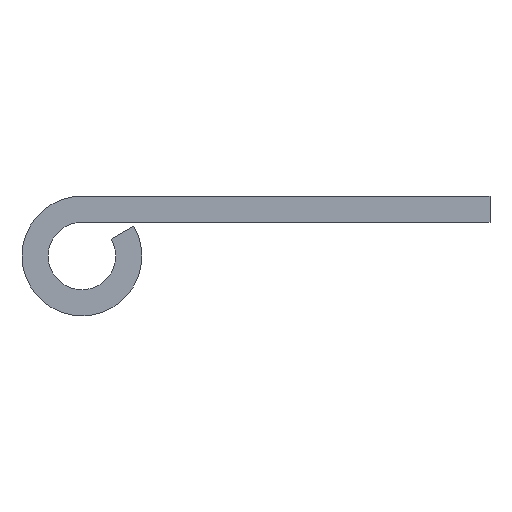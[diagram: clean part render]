
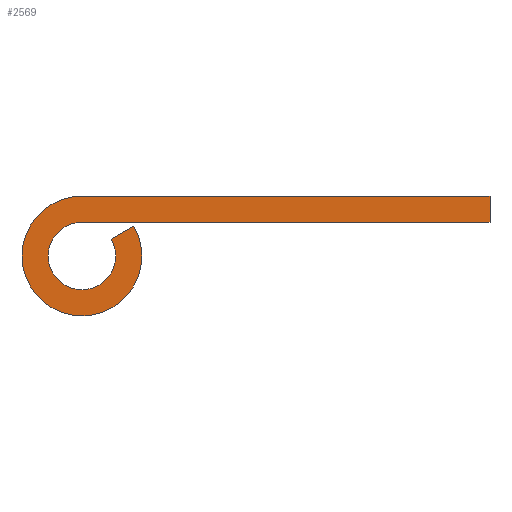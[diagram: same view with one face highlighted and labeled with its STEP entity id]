
A CAD part, front view. The second image highlights one B-rep face of the part: STEP entity #2569.
In plain terms, the highlighted planar face has unit normal (0, -1, 0).
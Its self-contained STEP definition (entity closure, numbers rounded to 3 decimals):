
#73 = PLANE('',#74);
#74 = AXIS2_PLACEMENT_3D('',#75,#76,#77);
#75 = CARTESIAN_POINT('',(0.,38.1,2.629));
#76 = DIRECTION('',(0.,0.,1.));
#77 = DIRECTION('',(1.,0.,0.));
#209 = PLANE('',#210);
#210 = AXIS2_PLACEMENT_3D('',#211,#212,#213);
#211 = CARTESIAN_POINT('',(0.,38.1,4.661));
#212 = DIRECTION('',(0.,0.,-1.));
#213 = DIRECTION('',(-1.,0.,0.));
#622 = CYLINDRICAL_SURFACE('',#623,4.661);
#623 = AXIS2_PLACEMENT_3D('',#624,#625,#626);
#624 = CARTESIAN_POINT('',(0.,38.1,0.));
#625 = DIRECTION('',(-0.,-1.,-0.));
#626 = DIRECTION('',(0.,0.,-1.));
#647 = VERTEX_POINT('',#648);
#648 = CARTESIAN_POINT('',(0.,-38.1,-4.661));
#662 = CYLINDRICAL_SURFACE('',#663,4.661);
#663 = AXIS2_PLACEMENT_3D('',#664,#665,#666);
#664 = CARTESIAN_POINT('',(0.,38.1,0.));
#665 = DIRECTION('',(-0.,-1.,-0.));
#666 = DIRECTION('',(0.,0.,-1.));
#674 = EDGE_CURVE('',#647,#675,#677,.T.);
#675 = VERTEX_POINT('',#676);
#676 = CARTESIAN_POINT('',(0.,-38.1,4.661));
#677 = SURFACE_CURVE('',#678,(#683,#690),.PCURVE_S1.);
#678 = CIRCLE('',#679,4.661);
#679 = AXIS2_PLACEMENT_3D('',#680,#681,#682);
#680 = CARTESIAN_POINT('',(0.,-38.1,0.));
#681 = DIRECTION('',(0.,1.,0.));
#682 = DIRECTION('',(0.,0.,1.));
#683 = PCURVE('',#622,#684);
#684 = DEFINITIONAL_REPRESENTATION('',(#685),#689);
#685 = LINE('',#686,#687);
#686 = CARTESIAN_POINT('',(9.425,76.2));
#687 = VECTOR('',#688,1.);
#688 = DIRECTION('',(-1.,0.));
#689 = ( GEOMETRIC_REPRESENTATION_CONTEXT(2) 
PARAMETRIC_REPRESENTATION_CONTEXT() REPRESENTATION_CONTEXT('2D SPACE',''
  ) );
#690 = PCURVE('',#691,#696);
#691 = PLANE('',#692);
#692 = AXIS2_PLACEMENT_3D('',#693,#694,#695);
#693 = CARTESIAN_POINT('',(0.,-38.1,0.));
#694 = DIRECTION('',(0.,1.,0.));
#695 = DIRECTION('',(0.,0.,1.));
#696 = DEFINITIONAL_REPRESENTATION('',(#697),#701);
#697 = CIRCLE('',#698,4.661);
#698 = AXIS2_PLACEMENT_2D('',#699,#700);
#699 = CARTESIAN_POINT('',(0.,0.));
#700 = DIRECTION('',(1.,0.));
#701 = ( GEOMETRIC_REPRESENTATION_CONTEXT(2) 
PARAMETRIC_REPRESENTATION_CONTEXT() REPRESENTATION_CONTEXT('2D SPACE',''
  ) );
#964 = VERTEX_POINT('',#965);
#965 = CARTESIAN_POINT('',(2.277,-38.1,1.314));
#972 = CYLINDRICAL_SURFACE('',#973,2.629);
#973 = AXIS2_PLACEMENT_3D('',#974,#975,#976);
#974 = CARTESIAN_POINT('',(0.,38.1,0.));
#975 = DIRECTION('',(-0.,-1.,-0.));
#976 = DIRECTION('',(0.,0.,-1.));
#984 = PLANE('',#985);
#985 = AXIS2_PLACEMENT_3D('',#986,#987,#988);
#986 = CARTESIAN_POINT('',(2.277,38.1,1.314));
#987 = DIRECTION('',(0.5,0.,-0.866));
#988 = DIRECTION('',(-0.866,0.,-0.5));
#996 = EDGE_CURVE('',#997,#964,#999,.T.);
#997 = VERTEX_POINT('',#998);
#998 = CARTESIAN_POINT('',(0.,-38.1,-2.629));
#999 = SURFACE_CURVE('',#1000,(#1005,#1012),.PCURVE_S1.);
#1000 = CIRCLE('',#1001,2.629);
#1001 = AXIS2_PLACEMENT_3D('',#1002,#1003,#1004);
#1002 = CARTESIAN_POINT('',(0.,-38.1,0.));
#1003 = DIRECTION('',(0.,-1.,0.));
#1004 = DIRECTION('',(0.,0.,1.));
#1005 = PCURVE('',#972,#1006);
#1006 = DEFINITIONAL_REPRESENTATION('',(#1007),#1011);
#1007 = LINE('',#1008,#1009);
#1008 = CARTESIAN_POINT('',(-3.142,76.2));
#1009 = VECTOR('',#1010,1.);
#1010 = DIRECTION('',(1.,0.));
#1011 = ( GEOMETRIC_REPRESENTATION_CONTEXT(2) 
PARAMETRIC_REPRESENTATION_CONTEXT() REPRESENTATION_CONTEXT('2D SPACE',''
  ) );
#1012 = PCURVE('',#691,#1013);
#1013 = DEFINITIONAL_REPRESENTATION('',(#1014),#1022);
#1014 = ( BOUNDED_CURVE() B_SPLINE_CURVE(2,(#1015,#1016,#1017,#1018,
#1019,#1020,#1021),.UNSPECIFIED.,.T.,.F.) B_SPLINE_CURVE_WITH_KNOTS((1,2
    ,2,2,2,1),(-2.094,0.,2.094,4.189,
6.283,8.378),.UNSPECIFIED.) CURVE() 
GEOMETRIC_REPRESENTATION_ITEM() RATIONAL_B_SPLINE_CURVE((1.,0.5,1.,0.5,
1.,0.5,1.)) REPRESENTATION_ITEM('') );
#1015 = CARTESIAN_POINT('',(2.629,0.));
#1016 = CARTESIAN_POINT('',(2.629,-4.553));
#1017 = CARTESIAN_POINT('',(-1.314,-2.277));
#1018 = CARTESIAN_POINT('',(-5.258,0.));
#1019 = CARTESIAN_POINT('',(-1.314,2.277));
#1020 = CARTESIAN_POINT('',(2.629,4.553));
#1021 = CARTESIAN_POINT('',(2.629,0.));
#1022 = ( GEOMETRIC_REPRESENTATION_CONTEXT(2) 
PARAMETRIC_REPRESENTATION_CONTEXT() REPRESENTATION_CONTEXT('2D SPACE',''
  ) );
#1040 = CYLINDRICAL_SURFACE('',#1041,2.629);
#1041 = AXIS2_PLACEMENT_3D('',#1042,#1043,#1044);
#1042 = CARTESIAN_POINT('',(0.,38.1,0.));
#1043 = DIRECTION('',(-0.,-1.,-0.));
#1044 = DIRECTION('',(0.,0.,-1.));
#1483 = EDGE_CURVE('',#1484,#997,#1486,.T.);
#1484 = VERTEX_POINT('',#1485);
#1485 = CARTESIAN_POINT('',(0.,-38.1,2.629));
#1486 = SURFACE_CURVE('',#1487,(#1492,#1499),.PCURVE_S1.);
#1487 = CIRCLE('',#1488,2.629);
#1488 = AXIS2_PLACEMENT_3D('',#1489,#1490,#1491);
#1489 = CARTESIAN_POINT('',(0.,-38.1,0.));
#1490 = DIRECTION('',(0.,-1.,0.));
#1491 = DIRECTION('',(0.,0.,1.));
#1492 = PCURVE('',#1040,#1493);
#1493 = DEFINITIONAL_REPRESENTATION('',(#1494),#1498);
#1494 = LINE('',#1495,#1496);
#1495 = CARTESIAN_POINT('',(3.142,76.2));
#1496 = VECTOR('',#1497,1.);
#1497 = DIRECTION('',(1.,0.));
#1498 = ( GEOMETRIC_REPRESENTATION_CONTEXT(2) 
PARAMETRIC_REPRESENTATION_CONTEXT() REPRESENTATION_CONTEXT('2D SPACE',''
  ) );
#1499 = PCURVE('',#691,#1500);
#1500 = DEFINITIONAL_REPRESENTATION('',(#1501),#1509);
#1501 = ( BOUNDED_CURVE() B_SPLINE_CURVE(2,(#1502,#1503,#1504,#1505,
#1506,#1507,#1508),.UNSPECIFIED.,.T.,.F.) B_SPLINE_CURVE_WITH_KNOTS((1,2
    ,2,2,2,1),(-2.094,0.,2.094,4.189,
6.283,8.378),.UNSPECIFIED.) CURVE() 
GEOMETRIC_REPRESENTATION_ITEM() RATIONAL_B_SPLINE_CURVE((1.,0.5,1.,0.5,
1.,0.5,1.)) REPRESENTATION_ITEM('') );
#1502 = CARTESIAN_POINT('',(2.629,0.));
#1503 = CARTESIAN_POINT('',(2.629,-4.553));
#1504 = CARTESIAN_POINT('',(-1.314,-2.277));
#1505 = CARTESIAN_POINT('',(-5.258,0.));
#1506 = CARTESIAN_POINT('',(-1.314,2.277));
#1507 = CARTESIAN_POINT('',(2.629,4.553));
#1508 = CARTESIAN_POINT('',(2.629,0.));
#1509 = ( GEOMETRIC_REPRESENTATION_CONTEXT(2) 
PARAMETRIC_REPRESENTATION_CONTEXT() REPRESENTATION_CONTEXT('2D SPACE',''
  ) );
#1730 = EDGE_CURVE('',#964,#1731,#1733,.T.);
#1731 = VERTEX_POINT('',#1732);
#1732 = CARTESIAN_POINT('',(4.036,-38.1,2.33));
#1733 = SURFACE_CURVE('',#1734,(#1738,#1745),.PCURVE_S1.);
#1734 = LINE('',#1735,#1736);
#1735 = CARTESIAN_POINT('',(2.277,-38.1,1.314));
#1736 = VECTOR('',#1737,1.);
#1737 = DIRECTION('',(0.866,0.,0.5));
#1738 = PCURVE('',#984,#1739);
#1739 = DEFINITIONAL_REPRESENTATION('',(#1740),#1744);
#1740 = LINE('',#1741,#1742);
#1741 = CARTESIAN_POINT('',(-0.,-76.2));
#1742 = VECTOR('',#1743,1.);
#1743 = DIRECTION('',(-1.,0.));
#1744 = ( GEOMETRIC_REPRESENTATION_CONTEXT(2) 
PARAMETRIC_REPRESENTATION_CONTEXT() REPRESENTATION_CONTEXT('2D SPACE',''
  ) );
#1745 = PCURVE('',#691,#1746);
#1746 = DEFINITIONAL_REPRESENTATION('',(#1747),#1751);
#1747 = LINE('',#1748,#1749);
#1748 = CARTESIAN_POINT('',(1.314,2.277));
#1749 = VECTOR('',#1750,1.);
#1750 = DIRECTION('',(0.5,0.866));
#1751 = ( GEOMETRIC_REPRESENTATION_CONTEXT(2) 
PARAMETRIC_REPRESENTATION_CONTEXT() REPRESENTATION_CONTEXT('2D SPACE',''
  ) );
#1899 = EDGE_CURVE('',#1731,#647,#1900,.T.);
#1900 = SURFACE_CURVE('',#1901,(#1906,#1913),.PCURVE_S1.);
#1901 = CIRCLE('',#1902,4.661);
#1902 = AXIS2_PLACEMENT_3D('',#1903,#1904,#1905);
#1903 = CARTESIAN_POINT('',(0.,-38.1,0.));
#1904 = DIRECTION('',(0.,1.,0.));
#1905 = DIRECTION('',(0.,0.,1.));
#1906 = PCURVE('',#662,#1907);
#1907 = DEFINITIONAL_REPRESENTATION('',(#1908),#1912);
#1908 = LINE('',#1909,#1910);
#1909 = CARTESIAN_POINT('',(3.142,76.2));
#1910 = VECTOR('',#1911,1.);
#1911 = DIRECTION('',(-1.,0.));
#1912 = ( GEOMETRIC_REPRESENTATION_CONTEXT(2) 
PARAMETRIC_REPRESENTATION_CONTEXT() REPRESENTATION_CONTEXT('2D SPACE',''
  ) );
#1913 = PCURVE('',#691,#1914);
#1914 = DEFINITIONAL_REPRESENTATION('',(#1915),#1919);
#1915 = CIRCLE('',#1916,4.661);
#1916 = AXIS2_PLACEMENT_2D('',#1917,#1918);
#1917 = CARTESIAN_POINT('',(0.,0.));
#1918 = DIRECTION('',(1.,0.));
#1919 = ( GEOMETRIC_REPRESENTATION_CONTEXT(2) 
PARAMETRIC_REPRESENTATION_CONTEXT() REPRESENTATION_CONTEXT('2D SPACE',''
  ) );
#2145 = EDGE_CURVE('',#675,#2146,#2148,.T.);
#2146 = VERTEX_POINT('',#2147);
#2147 = CARTESIAN_POINT('',(31.75,-38.1,4.661));
#2148 = SURFACE_CURVE('',#2149,(#2153,#2160),.PCURVE_S1.);
#2149 = LINE('',#2150,#2151);
#2150 = CARTESIAN_POINT('',(0.,-38.1,4.661));
#2151 = VECTOR('',#2152,1.);
#2152 = DIRECTION('',(1.,0.,0.));
#2153 = PCURVE('',#209,#2154);
#2154 = DEFINITIONAL_REPRESENTATION('',(#2155),#2159);
#2155 = LINE('',#2156,#2157);
#2156 = CARTESIAN_POINT('',(0.,-76.2));
#2157 = VECTOR('',#2158,1.);
#2158 = DIRECTION('',(-1.,0.));
#2159 = ( GEOMETRIC_REPRESENTATION_CONTEXT(2) 
PARAMETRIC_REPRESENTATION_CONTEXT() REPRESENTATION_CONTEXT('2D SPACE',''
  ) );
#2160 = PCURVE('',#691,#2161);
#2161 = DEFINITIONAL_REPRESENTATION('',(#2162),#2166);
#2162 = LINE('',#2163,#2164);
#2163 = CARTESIAN_POINT('',(4.661,0.));
#2164 = VECTOR('',#2165,1.);
#2165 = DIRECTION('',(0.,1.));
#2166 = ( GEOMETRIC_REPRESENTATION_CONTEXT(2) 
PARAMETRIC_REPRESENTATION_CONTEXT() REPRESENTATION_CONTEXT('2D SPACE',''
  ) );
#2184 = PLANE('',#2185);
#2185 = AXIS2_PLACEMENT_3D('',#2186,#2187,#2188);
#2186 = CARTESIAN_POINT('',(31.75,38.1,2.629));
#2187 = DIRECTION('',(-1.,0.,0.));
#2188 = DIRECTION('',(0.,0.,1.));
#2356 = VERTEX_POINT('',#2357);
#2357 = CARTESIAN_POINT('',(31.75,-38.1,2.629));
#2378 = EDGE_CURVE('',#2356,#1484,#2379,.T.);
#2379 = SURFACE_CURVE('',#2380,(#2384,#2391),.PCURVE_S1.);
#2380 = LINE('',#2381,#2382);
#2381 = CARTESIAN_POINT('',(0.,-38.1,2.629));
#2382 = VECTOR('',#2383,1.);
#2383 = DIRECTION('',(-1.,-0.,-0.));
#2384 = PCURVE('',#73,#2385);
#2385 = DEFINITIONAL_REPRESENTATION('',(#2386),#2390);
#2386 = LINE('',#2387,#2388);
#2387 = CARTESIAN_POINT('',(0.,-76.2));
#2388 = VECTOR('',#2389,1.);
#2389 = DIRECTION('',(-1.,0.));
#2390 = ( GEOMETRIC_REPRESENTATION_CONTEXT(2) 
PARAMETRIC_REPRESENTATION_CONTEXT() REPRESENTATION_CONTEXT('2D SPACE',''
  ) );
#2391 = PCURVE('',#691,#2392);
#2392 = DEFINITIONAL_REPRESENTATION('',(#2393),#2397);
#2393 = LINE('',#2394,#2395);
#2394 = CARTESIAN_POINT('',(2.629,0.));
#2395 = VECTOR('',#2396,1.);
#2396 = DIRECTION('',(0.,-1.));
#2397 = ( GEOMETRIC_REPRESENTATION_CONTEXT(2) 
PARAMETRIC_REPRESENTATION_CONTEXT() REPRESENTATION_CONTEXT('2D SPACE',''
  ) );
#2515 = EDGE_CURVE('',#2146,#2356,#2516,.T.);
#2516 = SURFACE_CURVE('',#2517,(#2521,#2528),.PCURVE_S1.);
#2517 = LINE('',#2518,#2519);
#2518 = CARTESIAN_POINT('',(31.75,-38.1,2.629));
#2519 = VECTOR('',#2520,1.);
#2520 = DIRECTION('',(-0.,-0.,-1.));
#2521 = PCURVE('',#2184,#2522);
#2522 = DEFINITIONAL_REPRESENTATION('',(#2523),#2527);
#2523 = LINE('',#2524,#2525);
#2524 = CARTESIAN_POINT('',(0.,-76.2));
#2525 = VECTOR('',#2526,1.);
#2526 = DIRECTION('',(-1.,0.));
#2527 = ( GEOMETRIC_REPRESENTATION_CONTEXT(2) 
PARAMETRIC_REPRESENTATION_CONTEXT() REPRESENTATION_CONTEXT('2D SPACE',''
  ) );
#2528 = PCURVE('',#691,#2529);
#2529 = DEFINITIONAL_REPRESENTATION('',(#2530),#2534);
#2530 = LINE('',#2531,#2532);
#2531 = CARTESIAN_POINT('',(2.629,31.75));
#2532 = VECTOR('',#2533,1.);
#2533 = DIRECTION('',(-1.,0.));
#2534 = ( GEOMETRIC_REPRESENTATION_CONTEXT(2) 
PARAMETRIC_REPRESENTATION_CONTEXT() REPRESENTATION_CONTEXT('2D SPACE',''
  ) );
#2569 = ADVANCED_FACE('',(#2570),#691,.F.);
#2570 = FACE_BOUND('',#2571,.T.);
#2571 = EDGE_LOOP('',(#2572,#2573,#2574,#2575,#2576,#2577,#2578,#2579));
#2572 = ORIENTED_EDGE('',*,*,#1483,.F.);
#2573 = ORIENTED_EDGE('',*,*,#2378,.F.);
#2574 = ORIENTED_EDGE('',*,*,#2515,.F.);
#2575 = ORIENTED_EDGE('',*,*,#2145,.F.);
#2576 = ORIENTED_EDGE('',*,*,#674,.F.);
#2577 = ORIENTED_EDGE('',*,*,#1899,.F.);
#2578 = ORIENTED_EDGE('',*,*,#1730,.F.);
#2579 = ORIENTED_EDGE('',*,*,#996,.F.);
